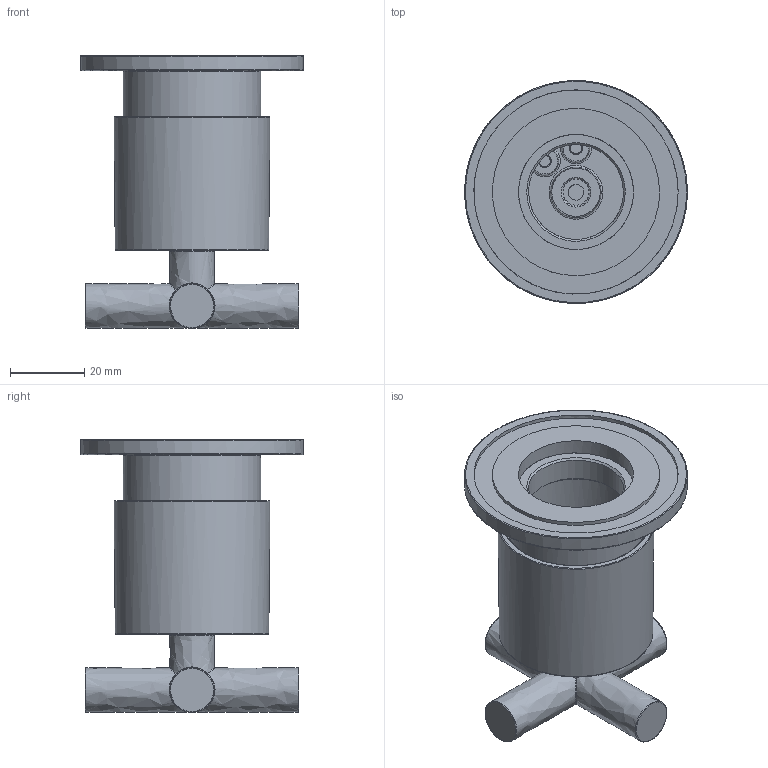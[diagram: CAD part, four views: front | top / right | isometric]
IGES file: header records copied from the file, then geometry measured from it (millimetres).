
Start section: C
Global section: file name: C068.igs; native system: By Siemens PLM Incorporated; preprocessor: XPlus GENERIC/IGES 18.0.17; author: Author; organization: Title; date: 20160510.103108; units: millimetre
Bounding box: 60 x 59.95 x 73.39 mm (x, y, z)
Volume: 41361 mm3; surface area: 30301.7 mm2
Topology: 4 solids, 4 shells, 395 faces, 956 edges, 578 vertices
Faces by surface type: bspline 395
